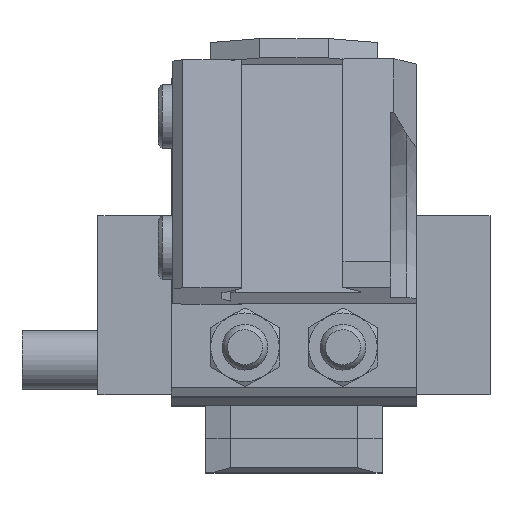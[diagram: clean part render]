
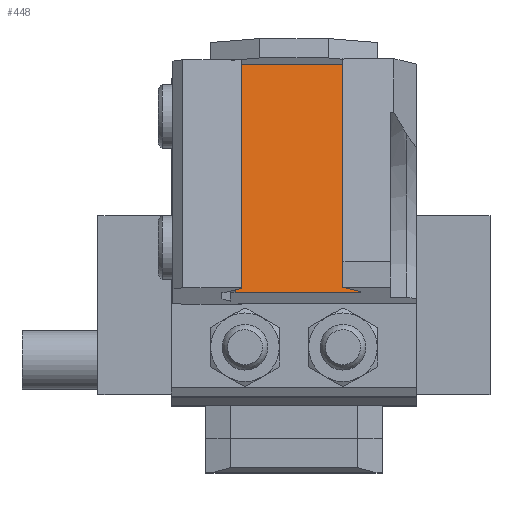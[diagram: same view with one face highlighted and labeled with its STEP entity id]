
A CAD part, top view. The second image highlights one B-rep face of the part: STEP entity #448.
In plain terms, the highlighted planar face has unit normal (0, 0.139, 0.99).
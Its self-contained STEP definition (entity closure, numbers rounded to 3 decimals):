
#195=FACE_OUTER_BOUND('',#973,.T.);
#448=ADVANCED_FACE('',(#195),#686,.F.);
#686=PLANE('',#4470);
#973=EDGE_LOOP('',(#1607,#1608,#1609,#1610));
#1607=ORIENTED_EDGE('',*,*,#3142,.F.);
#1608=ORIENTED_EDGE('',*,*,#3143,.T.);
#1609=ORIENTED_EDGE('',*,*,#3091,.T.);
#1610=ORIENTED_EDGE('',*,*,#3144,.T.);
#2667=VERTEX_POINT('',#6297);
#2668=VERTEX_POINT('',#6298);
#2701=VERTEX_POINT('',#6397);
#2702=VERTEX_POINT('',#6398);
#3091=EDGE_CURVE('',#2667,#2668,#3656,.T.);
#3142=EDGE_CURVE('',#2701,#2702,#3701,.T.);
#3143=EDGE_CURVE('',#2701,#2667,#3702,.T.);
#3144=EDGE_CURVE('',#2668,#2702,#3703,.T.);
#3656=LINE('',#6296,#4077);
#3701=LINE('',#6396,#4122);
#3702=LINE('',#6399,#4123);
#3703=LINE('',#6400,#4124);
#4077=VECTOR('',#4975,1.);
#4122=VECTOR('',#5054,1.);
#4123=VECTOR('',#5055,1.);
#4124=VECTOR('',#5056,1.);
#4470=AXIS2_PLACEMENT_3D('',#6401,#5057,#5058);
#4975=DIRECTION('',(1.,0.,0.));
#5054=DIRECTION('',(1.,0.,0.));
#5055=DIRECTION('',(0.,-0.99,0.139));
#5056=DIRECTION('',(0.,0.99,-0.139));
#5057=DIRECTION('',(0.,-0.139,-0.99));
#5058=DIRECTION('',(0.,-0.99,0.139));
#6296=CARTESIAN_POINT('',(-25.,21.695,74.796));
#6297=CARTESIAN_POINT('',(-12.,21.695,74.796));
#6298=CARTESIAN_POINT('',(13.134,21.695,74.796));
#6396=CARTESIAN_POINT('',(-25.,68.238,68.254));
#6397=CARTESIAN_POINT('',(-12.,68.238,68.254));
#6398=CARTESIAN_POINT('',(13.134,68.238,68.254));
#6399=CARTESIAN_POINT('',(-12.,21.695,74.796));
#6400=CARTESIAN_POINT('',(13.134,68.238,68.254));
#6401=CARTESIAN_POINT('',(-25.,21.695,74.796));
